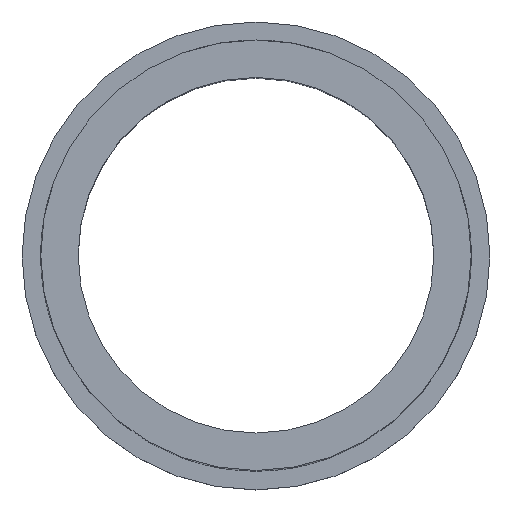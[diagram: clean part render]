
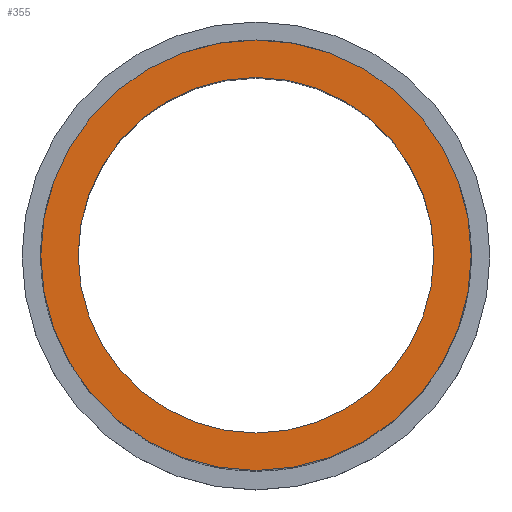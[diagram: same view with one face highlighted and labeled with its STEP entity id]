
A CAD part, top view. The second image highlights one B-rep face of the part: STEP entity #355.
In plain terms, the highlighted planar face has unit normal (0, 0, 1).
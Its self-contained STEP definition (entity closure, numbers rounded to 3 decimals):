
#7 = CIRCLE ( 'NONE', #216, 1.15 ) ;
#15 = CIRCLE ( 'NONE', #161, 0.95 ) ;
#26 = ORIENTED_EDGE ( 'NONE', *, *, #490, .F. ) ;
#31 = CIRCLE ( 'NONE', #503, 0.95 ) ;
#47 = EDGE_CURVE ( 'NONE', #270, #264, #427, .T. ) ;
#61 = CARTESIAN_POINT ( 'NONE',  ( 0., 0., 2.5 ) ) ;
#78 = FACE_BOUND ( 'NONE', #314, .T. ) ;
#79 = DIRECTION ( 'NONE',  ( 0., 0., 1. ) ) ;
#85 = VERTEX_POINT ( 'NONE', #90 ) ;
#90 = CARTESIAN_POINT ( 'NONE',  ( -0.95, 0., 2.5 ) ) ;
#99 = VERTEX_POINT ( 'NONE', #414 ) ;
#108 = AXIS2_PLACEMENT_3D ( 'NONE', #113, #153, #323 ) ;
#113 = CARTESIAN_POINT ( 'NONE',  ( 0., 0., 2.5 ) ) ;
#115 = DIRECTION ( 'NONE',  ( 1., 0., 0. ) ) ;
#123 = CARTESIAN_POINT ( 'NONE',  ( 1.15, 0., 2.5 ) ) ;
#142 = AXIS2_PLACEMENT_3D ( 'NONE', #438, #312, #476 ) ;
#144 = ORIENTED_EDGE ( 'NONE', *, *, #47, .T. ) ;
#147 = DIRECTION ( 'NONE',  ( 1., 0., 0. ) ) ;
#153 = DIRECTION ( 'NONE',  ( 0., 0., 1. ) ) ;
#161 = AXIS2_PLACEMENT_3D ( 'NONE', #191, #522, #147 ) ;
#191 = CARTESIAN_POINT ( 'NONE',  ( 0., 0., 2.5 ) ) ;
#200 = EDGE_CURVE ( 'NONE', #85, #99, #31, .T. ) ;
#216 = AXIS2_PLACEMENT_3D ( 'NONE', #61, #448, #280 ) ;
#217 = CARTESIAN_POINT ( 'NONE',  ( 0., 0., 2.5 ) ) ;
#264 = VERTEX_POINT ( 'NONE', #506 ) ;
#270 = VERTEX_POINT ( 'NONE', #123 ) ;
#272 = PLANE ( 'NONE',  #142 ) ;
#280 = DIRECTION ( 'NONE',  ( 1., 0., 0. ) ) ;
#312 = DIRECTION ( 'NONE',  ( 0., 0., -1. ) ) ;
#313 = FACE_OUTER_BOUND ( 'NONE', #517, .T. ) ;
#314 = EDGE_LOOP ( 'NONE', ( #26, #524 ) ) ;
#323 = DIRECTION ( 'NONE',  ( 1., 0., 0. ) ) ;
#330 = ORIENTED_EDGE ( 'NONE', *, *, #527, .T. ) ;
#355 = ADVANCED_FACE ( 'NONE', ( #78, #313 ), #272, .F. ) ;
#414 = CARTESIAN_POINT ( 'NONE',  ( 0.95, 0., 2.5 ) ) ;
#427 = CIRCLE ( 'NONE', #108, 1.15 ) ;
#438 = CARTESIAN_POINT ( 'NONE',  ( -1.15, 0., 2.5 ) ) ;
#448 = DIRECTION ( 'NONE',  ( 0., 0., 1. ) ) ;
#476 = DIRECTION ( 'NONE',  ( -1., 0., 0. ) ) ;
#490 = EDGE_CURVE ( 'NONE', #99, #85, #15, .T. ) ;
#503 = AXIS2_PLACEMENT_3D ( 'NONE', #217, #79, #115 ) ;
#506 = CARTESIAN_POINT ( 'NONE',  ( -1.15, 0., 2.5 ) ) ;
#517 = EDGE_LOOP ( 'NONE', ( #144, #330 ) ) ;
#522 = DIRECTION ( 'NONE',  ( 0., 0., 1. ) ) ;
#524 = ORIENTED_EDGE ( 'NONE', *, *, #200, .F. ) ;
#527 = EDGE_CURVE ( 'NONE', #264, #270, #7, .T. ) ;
